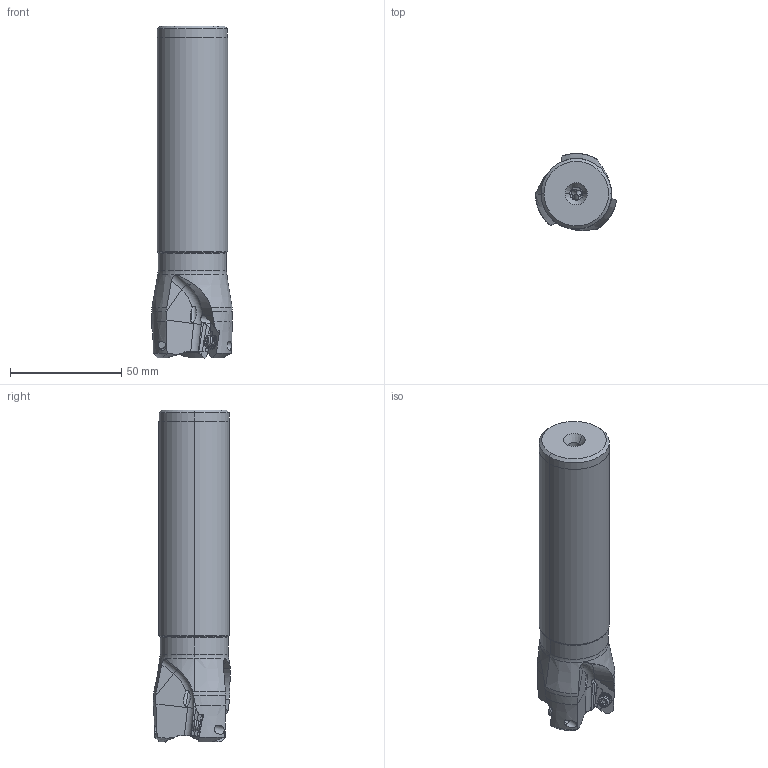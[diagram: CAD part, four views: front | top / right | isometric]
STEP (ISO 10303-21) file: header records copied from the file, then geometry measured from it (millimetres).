
FILE_DESCRIPTION(/* description */ (''),/* implementation_level */ '2;1');
FILE_NAME(/* name */ 'BXD4000R243SA20SB.stp',/* time_stamp */ '2021-09-08T11:40:21+09:00',/* author */ (''),/* organization */ (''),/* preprocessor_version */ 'ST-DEVELOPER v16',/* originating_system */ 'SIEMENS PLM Software NX 10.0',/* authorisation */ '');
FILE_SCHEMA (('AUTOMOTIVE_DESIGN { 1 0 10303 214 3 1 1 1 }'));
Length unit declared in the file: millimetre
Products named in the file (1): BXD4000R243SA20SB_ASM
Bounding box: 36.44 x 34.73 x 149.5 mm (x, y, z)
Volume: 105927.2 mm3; surface area: 20422.7 mm2
Topology: 4 solids, 4 shells, 299 faces, 918 edges, 624 vertices
Faces by surface type: cylinder 130, plane 81, cone 63, torus 16, sphere 6, bspline 3
Entity records: 13404 total; most frequent: CARTESIAN_POINT 5162, ORIENTED_EDGE 1820, DIRECTION 1635, EDGE_CURVE 910, AXIS2_PLACEMENT_3D 667, VERTEX_POINT 618, CIRCLE 327, EDGE_LOOP 310
